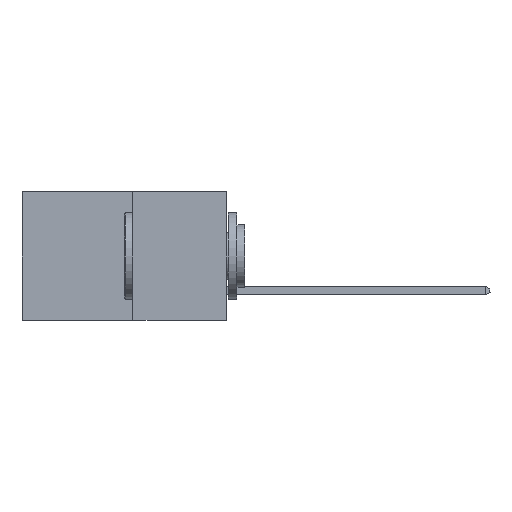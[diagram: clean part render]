
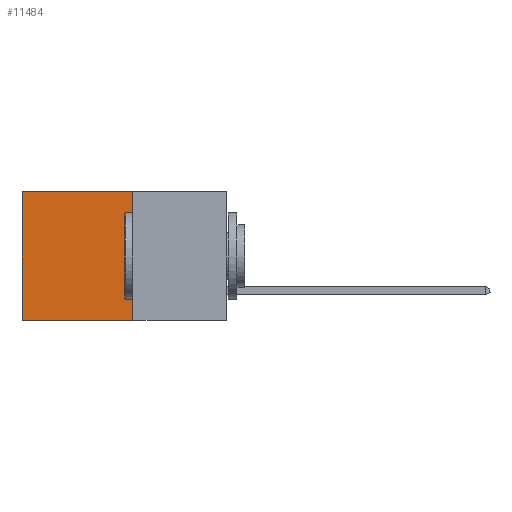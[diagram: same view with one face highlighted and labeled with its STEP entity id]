
A CAD part, left-side view. The second image highlights one B-rep face of the part: STEP entity #11484.
In plain terms, the highlighted planar face has unit normal (-1, 0, 0).
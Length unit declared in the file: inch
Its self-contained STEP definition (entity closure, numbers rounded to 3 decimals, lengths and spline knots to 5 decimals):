
#601 = VERTEX_POINT ( 'NONE', #9472 ) ;
#981 = EDGE_CURVE ( 'NONE', #4190, #23134, #1244, .T. ) ;
#1244 = LINE ( 'NONE', #20952, #20568 ) ;
#1469 = VECTOR ( 'NONE', #21665, 39.37008 ) ;
#1938 = ORIENTED_EDGE ( 'NONE', *, *, #3427, .F. ) ;
#2069 = LINE ( 'NONE', #6106, #1469 ) ;
#2982 = FACE_OUTER_BOUND ( 'NONE', #6025, .T. ) ;
#3132 = DIRECTION ( 'NONE',  ( 0., 0., -1. ) ) ;
#3427 = EDGE_CURVE ( 'NONE', #601, #11427, #14457, .T. ) ;
#4190 = VERTEX_POINT ( 'NONE', #12044 ) ;
#4764 = ORIENTED_EDGE ( 'NONE', *, *, #11985, .F. ) ;
#5549 = PLANE ( 'NONE',  #24179 ) ;
#6025 = EDGE_LOOP ( 'NONE', ( #13100, #1938, #4764, #22525 ) ) ;
#6106 = CARTESIAN_POINT ( 'NONE',  ( 0.277, 0.59, -0.37 ) ) ;
#7315 = DIRECTION ( 'NONE',  ( 0., 1., 0. ) ) ;
#7551 = DIRECTION ( 'NONE',  ( 0., 0., -1. ) ) ;
#9472 = CARTESIAN_POINT ( 'NONE',  ( 0.277, 0.27, -0.37 ) ) ;
#11273 = CARTESIAN_POINT ( 'NONE',  ( 0.277, 0.59, -0.37 ) ) ;
#11427 = VERTEX_POINT ( 'NONE', #11273 ) ;
#11484 = ADVANCED_FACE ( 'NONE', ( #2982 ), #5549, .F. ) ;
#11506 = DIRECTION ( 'NONE',  ( 0., 1., 0. ) ) ;
#11985 = EDGE_CURVE ( 'NONE', #4190, #601, #17425, .T. ) ;
#12044 = CARTESIAN_POINT ( 'NONE',  ( 0.277, 0.27, 0. ) ) ;
#13023 = CARTESIAN_POINT ( 'NONE',  ( 0.277, 0.27, -0.37 ) ) ;
#13100 = ORIENTED_EDGE ( 'NONE', *, *, #23237, .T. ) ;
#14457 = LINE ( 'NONE', #18283, #24029 ) ;
#16826 = VECTOR ( 'NONE', #3132, 39.37008 ) ;
#17266 = CARTESIAN_POINT ( 'NONE',  ( 0.277, 0.27, -0.37 ) ) ;
#17425 = LINE ( 'NONE', #13023, #16826 ) ;
#17488 = CARTESIAN_POINT ( 'NONE',  ( 0.277, 0.59, 0. ) ) ;
#18283 = CARTESIAN_POINT ( 'NONE',  ( 0.277, 0.27, -0.37 ) ) ;
#19207 = DIRECTION ( 'NONE',  ( 1., 0., 0. ) ) ;
#20568 = VECTOR ( 'NONE', #7315, 39.37008 ) ;
#20952 = CARTESIAN_POINT ( 'NONE',  ( 0.277, 0.27, 0. ) ) ;
#21665 = DIRECTION ( 'NONE',  ( 0., 0., -1. ) ) ;
#22525 = ORIENTED_EDGE ( 'NONE', *, *, #981, .T. ) ;
#23134 = VERTEX_POINT ( 'NONE', #17488 ) ;
#23237 = EDGE_CURVE ( 'NONE', #23134, #11427, #2069, .T. ) ;
#24029 = VECTOR ( 'NONE', #11506, 39.37008 ) ;
#24179 = AXIS2_PLACEMENT_3D ( 'NONE', #17266, #19207, #7551 ) ;
